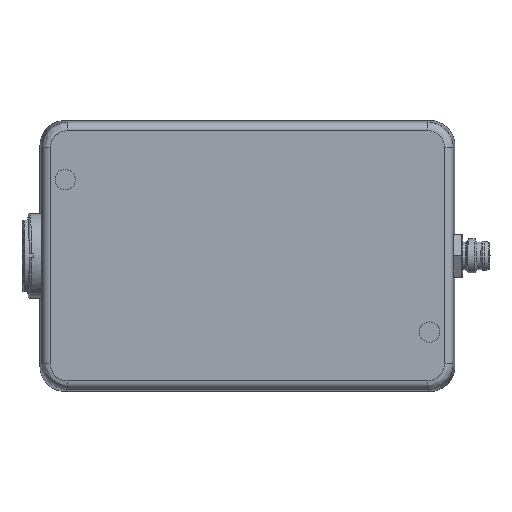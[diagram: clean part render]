
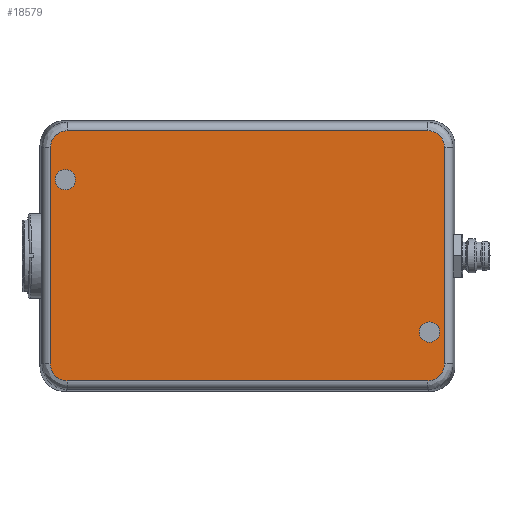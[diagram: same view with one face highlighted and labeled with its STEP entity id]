
A CAD part, top view. The second image highlights one B-rep face of the part: STEP entity #18579.
In plain terms, the highlighted planar face has unit normal (0, 0, 1).
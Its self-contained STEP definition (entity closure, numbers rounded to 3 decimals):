
#339=PLANE('',#19881);
#915=ELLIPSE('',#19860,4.002,4.);
#916=ELLIPSE('',#19862,4.002,4.);
#919=ELLIPSE('',#19870,4.002,4.);
#920=ELLIPSE('',#19872,4.002,4.);
#1279=LINE('',#28239,#2909);
#1281=LINE('',#28375,#2911);
#1282=LINE('',#28380,#2912);
#1284=LINE('',#28513,#2914);
#2909=VECTOR('',#22038,51.085);
#2911=VECTOR('',#22056,85.085);
#2912=VECTOR('',#22061,85.085);
#2914=VECTOR('',#22077,51.085);
#4696=FACE_BOUND('',#6189,.T.);
#4697=FACE_BOUND('',#6190,.T.);
#5058=FACE_OUTER_BOUND('',#6188,.T.);
#6188=EDGE_LOOP('',(#12858,#12859,#12860,#12861,#12862,#12863,#12864,#12865));
#6189=EDGE_LOOP('',(#12866));
#6190=EDGE_LOOP('',(#12867));
#7414=CIRCLE('',#19808,2.4);
#7418=CIRCLE('',#19814,2.4);
#8034=VERTEX_POINT('',#28088);
#8038=VERTEX_POINT('',#28098);
#8078=VERTEX_POINT('',#28232);
#8081=VERTEX_POINT('',#28237);
#8082=VERTEX_POINT('',#28300);
#8085=VERTEX_POINT('',#28366);
#8086=VERTEX_POINT('',#28371);
#8089=VERTEX_POINT('',#28378);
#8090=VERTEX_POINT('',#28442);
#8093=VERTEX_POINT('',#28508);
#9881=EDGE_CURVE('',#8034,#8034,#7414,.T.);
#9885=EDGE_CURVE('',#8038,#8038,#7418,.T.);
#9930=EDGE_CURVE('',#8081,#8078,#1279,.T.);
#9933=EDGE_CURVE('',#8078,#8082,#915,.T.);
#9935=EDGE_CURVE('',#8085,#8081,#916,.T.);
#9939=EDGE_CURVE('',#8082,#8086,#1281,.T.);
#9941=EDGE_CURVE('',#8089,#8085,#1282,.T.);
#9945=EDGE_CURVE('',#8086,#8090,#919,.T.);
#9947=EDGE_CURVE('',#8093,#8089,#920,.T.);
#9949=EDGE_CURVE('',#8090,#8093,#1284,.T.);
#12858=ORIENTED_EDGE('',*,*,#9930,.F.);
#12859=ORIENTED_EDGE('',*,*,#9935,.F.);
#12860=ORIENTED_EDGE('',*,*,#9941,.F.);
#12861=ORIENTED_EDGE('',*,*,#9947,.F.);
#12862=ORIENTED_EDGE('',*,*,#9949,.F.);
#12863=ORIENTED_EDGE('',*,*,#9945,.F.);
#12864=ORIENTED_EDGE('',*,*,#9939,.F.);
#12865=ORIENTED_EDGE('',*,*,#9933,.F.);
#12866=ORIENTED_EDGE('',*,*,#9881,.T.);
#12867=ORIENTED_EDGE('',*,*,#9885,.T.);
#18579=ADVANCED_FACE('',(#5058,#4696,#4697),#339,.F.);
#19808=AXIS2_PLACEMENT_3D('',#28089,#21927,#21928);
#19814=AXIS2_PLACEMENT_3D('',#28099,#21939,#21940);
#19860=AXIS2_PLACEMENT_3D('',#28304,#22043,#22044);
#19862=AXIS2_PLACEMENT_3D('',#28368,#22047,#22048);
#19870=AXIS2_PLACEMENT_3D('',#28446,#22067,#22068);
#19872=AXIS2_PLACEMENT_3D('',#28510,#22071,#22072);
#19881=AXIS2_PLACEMENT_3D('',#28533,#22098,#22099);
#21927=DIRECTION('center_axis',(0.,0.,-1.));
#21928=DIRECTION('ref_axis',(1.,0.,0.));
#21939=DIRECTION('center_axis',(0.,0.,-1.));
#21940=DIRECTION('ref_axis',(1.,0.,0.));
#22038=DIRECTION('',(0.,-1.,0.));
#22043=DIRECTION('center_axis',(0.,0.,-1.));
#22044=DIRECTION('ref_axis',(0.707,-0.707,0.));
#22047=DIRECTION('center_axis',(0.,0.,-1.));
#22048=DIRECTION('ref_axis',(0.707,0.707,0.));
#22056=DIRECTION('',(-1.,0.,0.));
#22061=DIRECTION('',(1.,0.,0.));
#22067=DIRECTION('center_axis',(0.,0.,-1.));
#22068=DIRECTION('ref_axis',(-0.707,-0.707,0.));
#22071=DIRECTION('center_axis',(0.,0.,-1.));
#22072=DIRECTION('ref_axis',(-0.707,0.707,0.));
#22077=DIRECTION('',(0.,1.,0.));
#22098=DIRECTION('center_axis',(0.,0.,-1.));
#22099=DIRECTION('ref_axis',(1.,0.,0.));
#28088=CARTESIAN_POINT('',(400.263,404.93,34.));
#28089=CARTESIAN_POINT('Origin',(402.663,404.93,34.));
#28098=CARTESIAN_POINT('',(486.263,368.93,34.));
#28099=CARTESIAN_POINT('Origin',(488.663,368.93,34.));
#28232=CARTESIAN_POINT('',(492.205,361.388,34.));
#28237=CARTESIAN_POINT('',(492.205,412.473,34.));
#28239=CARTESIAN_POINT('',(492.205,412.473,34.));
#28300=CARTESIAN_POINT('',(488.206,357.389,34.));
#28304=CARTESIAN_POINT('Origin',(488.204,361.39,34.));
#28366=CARTESIAN_POINT('',(488.206,416.472,34.));
#28368=CARTESIAN_POINT('Origin',(488.204,412.471,34.));
#28371=CARTESIAN_POINT('',(403.121,357.389,34.));
#28375=CARTESIAN_POINT('',(488.206,357.389,34.));
#28378=CARTESIAN_POINT('',(403.121,416.472,34.));
#28380=CARTESIAN_POINT('',(403.121,416.472,34.));
#28442=CARTESIAN_POINT('',(399.122,361.388,34.));
#28446=CARTESIAN_POINT('Origin',(403.123,361.39,34.));
#28508=CARTESIAN_POINT('',(399.122,412.473,34.));
#28510=CARTESIAN_POINT('Origin',(403.123,412.471,34.));
#28513=CARTESIAN_POINT('',(399.122,361.388,34.));
#28533=CARTESIAN_POINT('Origin',(445.663,386.93,34.));
